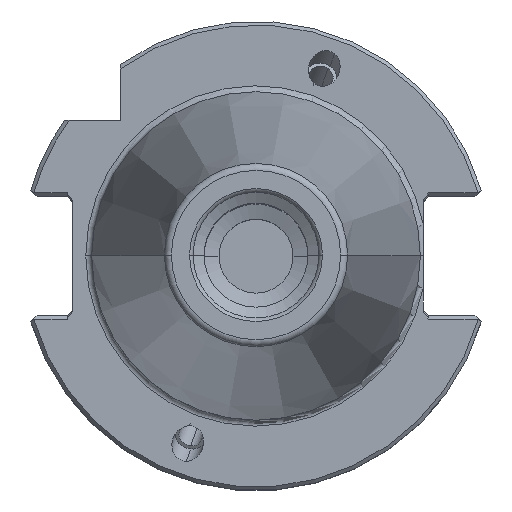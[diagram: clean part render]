
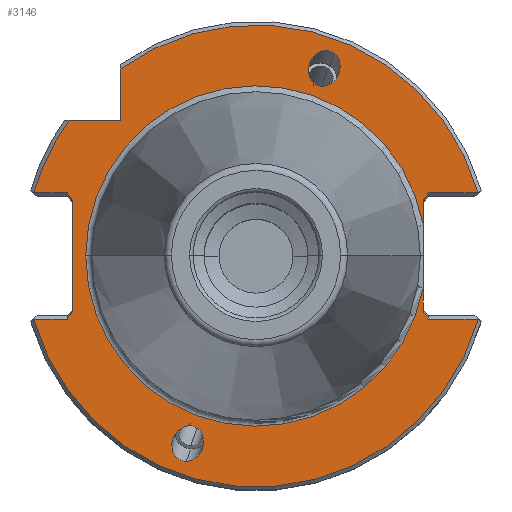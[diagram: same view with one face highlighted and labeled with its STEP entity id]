
A CAD part, top view. The second image highlights one B-rep face of the part: STEP entity #3146.
In plain terms, the highlighted planar face has unit normal (0, 0, 1).
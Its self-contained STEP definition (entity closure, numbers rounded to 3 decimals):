
#1090=EDGE_CURVE('NONE',#2838,#1944,#3202,.F.);
#1120=VERTEX_POINT('NONE',#3235);
#1230=VERTEX_POINT('NONE',#3356);
#1244=EDGE_CURVE('NONE',#1674,#1352,#3371,.F.);
#1258=VERTEX_POINT('NONE',#3386);
#1312=EDGE_CURVE('NONE',#2728,#3122,#3452,.F.);
#1352=VERTEX_POINT('NONE',#3495);
#1380=VERTEX_POINT('NONE',#3527);
#1478=VERTEX_POINT('NONE',#3632);
#1554=EDGE_CURVE('NONE',#2176,#3122,#3718,.F.);
#1622=EDGE_CURVE('NONE',#1478,#1844,#3791,.F.);
#1674=VERTEX_POINT('NONE',#3851);
#1748=VERTEX_POINT('NONE',#3931);
#1778=EDGE_CURVE('NONE',#1380,#2772,#3964,.T.);
#1816=EDGE_CURVE('NONE',#2996,#2838,#4009,.F.);
#1844=VERTEX_POINT('NONE',#4043);
#1930=EDGE_CURVE('NONE',#1748,#1944,#4137,.F.);
#1932=VERTEX_POINT('NONE',#4139);
#1944=VERTEX_POINT('NONE',#4153);
#1966=VERTEX_POINT('NONE',#4179);
#1976=EDGE_CURVE('NONE',#1932,#1478,#4189,.T.);
#2176=VERTEX_POINT('NONE',#4413);
#2272=EDGE_CURVE('NONE',#1258,#2176,#4521,.F.);
#2316=EDGE_CURVE('NONE',#1966,#1932,#4568,.F.);
#2346=EDGE_CURVE('NONE',#1748,#1230,#4602,.T.);
#2430=VERTEX_POINT('NONE',#4694);
#2516=EDGE_CURVE('NONE',#1120,#2430,#4790,.F.);
#2554=EDGE_CURVE('NONE',#1844,#1380,#4830,.T.);
#2574=EDGE_CURVE('NONE',#2662,#2990,#4850,.T.);
#2620=VERTEX_POINT('NONE',#4902);
#2662=VERTEX_POINT('NONE',#4947);
#2728=VERTEX_POINT('NONE',#5023);
#2754=EDGE_CURVE('NONE',#2772,#2990,#5052,.T.);
#2762=EDGE_CURVE('NONE',#2430,#1120,#5060,.T.);
#2772=VERTEX_POINT('NONE',#5070);
#2832=EDGE_CURVE('NONE',#2728,#1230,#5134,.F.);
#2838=VERTEX_POINT('NONE',#5140);
#2858=EDGE_CURVE('NONE',#1352,#1674,#5162,.T.);
#2890=EDGE_CURVE('NONE',#1258,#1966,#5196,.F.);
#2958=EDGE_CURVE('NONE',#2996,#2620,#5277,.F.);
#2990=VERTEX_POINT('NONE',#5311);
#2996=VERTEX_POINT('NONE',#5317);
#3122=VERTEX_POINT('NONE',#5456);
#3146=ADVANCED_FACE('NONE',(#5484,#5485,#5486),#5487,.T.);
#3152=EDGE_CURVE('NONE',#2662,#2620,#5493,.T.);
#3202=CIRCLE('',#5537,23.025);
#3235=CARTESIAN_POINT('',(10.622,27.355,-3.2));
#3356=CARTESIAN_POINT('',(23.35,8.55,-3.2));
#3371=ELLIPSE('',#5843,2.45,2.1);
#3386=CARTESIAN_POINT('',(-25.295,18.35,-3.2));
#3452=CIRCLE('',#5952,31.25);
#3495=CARTESIAN_POINT('',(-9.022,-22.96,-3.2));
#3527=CARTESIAN_POINT('',(-25.55,-8.55,-3.2));
#3632=CARTESIAN_POINT('',(-24.8,7.489,-3.2));
#3718=LINE('',#6541,#6542);
#3791=LINE('',#6684,#6685);
#3851=CARTESIAN_POINT('',(-9.447,-27.783,-3.2));
#3931=CARTESIAN_POINT('',(22.6,7.489,-3.2));
#3964=LINE('',#6961,#6962);
#4009=CIRCLE('',#7025,23.025);
#4043=CARTESIAN_POINT('',(-24.8,-7.489,-3.2));
#4137=LINE('',#7378,#7379);
#4139=CARTESIAN_POINT('',(-25.55,8.55,-3.2));
#4153=CARTESIAN_POINT('',(22.6,4.403,-3.2));
#4179=CARTESIAN_POINT('',(-30.058,8.55,-3.2));
#4189=LINE('',#7481,#7482);
#4413=CARTESIAN_POINT('',(-18.35,18.35,-3.2));
#4521=LINE('',#8006,#8007);
#4568=LINE('',#8097,#8098);
#4602=LINE('',#8160,#8161);
#4694=CARTESIAN_POINT('',(7.847,23.388,-3.2));
#4790=ELLIPSE('',#8857,2.45,2.1);
#4830=LINE('',#8934,#8935);
#4850=LINE('',#8976,#8977);
#4902=CARTESIAN_POINT('',(22.6,-7.489,-3.2));
#4947=CARTESIAN_POINT('',(23.35,-8.55,-3.2));
#5023=CARTESIAN_POINT('',(30.058,8.55,-3.2));
#5052=CIRCLE('',#9286,31.25);
#5060=ELLIPSE('',#9299,2.45,2.1);
#5070=CARTESIAN_POINT('',(-30.058,-8.55,-3.2));
#5134=LINE('',#9412,#9413);
#5140=CARTESIAN_POINT('',(-23.025,0.,-3.2));
#5162=ELLIPSE('',#9461,2.45,2.1);
#5196=CIRCLE('',#9509,31.25);
#5277=LINE('',#9604,#9605);
#5311=CARTESIAN_POINT('',(30.058,-8.55,-3.2));
#5317=CARTESIAN_POINT('',(22.6,-4.403,-3.2));
#5456=CARTESIAN_POINT('',(-18.35,25.295,-3.2));
#5484=FACE_OUTER_BOUND('',#9926,.T.);
#5485=FACE_BOUND('',#9927,.T.);
#5486=FACE_BOUND('',#9928,.T.);
#5487=PLANE('',#9929);
#5493=LINE('',#9938,#9939);
#5537=AXIS2_PLACEMENT_3D('',#9977,#9978,#9979);
#5843=AXIS2_PLACEMENT_3D('',#10155,#10156,#10157);
#5952=AXIS2_PLACEMENT_3D('',#10282,#10283,#10284);
#6541=CARTESIAN_POINT('',(-18.35,-16.938,-3.2));
#6542=VECTOR('',#10556,1.0);
#6684=CARTESIAN_POINT('',(-24.8,-26.113,-3.2));
#6685=VECTOR('',#10625,1.0);
#6961=CARTESIAN_POINT('',(-30.6,-8.55,-3.2));
#6962=VECTOR('',#10851,1.0);
#7025=AXIS2_PLACEMENT_3D('',#10914,#10915,#10916);
#7378=CARTESIAN_POINT('',(22.6,-26.113,-3.2));
#7379=VECTOR('',#11051,1.0);
#7481=CARTESIAN_POINT('',(-3.771,-22.251,-3.2));
#7482=VECTOR('',#11113,1.0);
#8006=CARTESIAN_POINT('',(-19.175,18.35,-3.2));
#8007=VECTOR('',#11553,1.0);
#8097=CARTESIAN_POINT('',(-30.6,8.55,-3.2));
#8098=VECTOR('',#11600,1.0);
#8160=CARTESIAN_POINT('',(5.016,-17.379,-3.2));
#8161=VECTOR('',#11631,1.0);
#8857=AXIS2_PLACEMENT_3D('',#11865,#11866,#11867);
#8934=CARTESIAN_POINT('',(-28.39,-12.566,-3.2));
#8935=VECTOR('',#11903,1.0);
#8976=CARTESIAN_POINT('',(62.4,-8.55,-3.2));
#8977=VECTOR('',#11914,1.0);
#9286=AXIS2_PLACEMENT_3D('',#12164,#12165,#12166);
#9299=AXIS2_PLACEMENT_3D('',#12169,#12170,#12171);
#9412=CARTESIAN_POINT('',(62.4,8.55,-3.2));
#9413=VECTOR('',#12237,1.0);
#9461=AXIS2_PLACEMENT_3D('',#12269,#12270,#12271);
#9509=AXIS2_PLACEMENT_3D('',#12297,#12298,#12299);
#9604=CARTESIAN_POINT('',(22.6,-26.113,-3.2));
#9605=VECTOR('',#12407,1.0);
#9926=EDGE_LOOP('',(#12633,#12634,#12635,#12636,#12637,#12638,#12639,#12640,#12641,#12642,#12643,#12644,#12645,#12646,#12647,#12648,#12649,#12650));
#9927=EDGE_LOOP('',(#12651,#12652));
#9928=EDGE_LOOP('',(#12653,#12654));
#9929=AXIS2_PLACEMENT_3D('',#12655,#12656,#12657);
#9938=CARTESIAN_POINT('',(29.635,-17.438,-3.2));
#9939=VECTOR('',#12664,1.);
#9977=CARTESIAN_POINT('',(0.0,0.0,-3.2));
#9978=DIRECTION('',(-0.0,0.0,1.0));
#9979=DIRECTION('',(0.0,1.0,0.0));
#10155=CARTESIAN_POINT('',(-9.235,-25.372,-3.2));
#10156=DIRECTION('',(0.0,0.0,-1.0));
#10157=DIRECTION('',(0.342,0.94,0.0));
#10282=CARTESIAN_POINT('',(0.0,0.0,-3.2));
#10283=DIRECTION('',(0.0,0.0,-1.0));
#10284=DIRECTION('',(1.0,0.,0.0));
#10556=DIRECTION('',(0.,-1.0,-0.0));
#10625=DIRECTION('',(0.,1.0,0.0));
#10851=DIRECTION('',(-1.0,0.,0.0));
#10914=CARTESIAN_POINT('',(0.0,0.0,-3.2));
#10915=DIRECTION('',(-0.0,0.0,1.0));
#10916=DIRECTION('',(0.0,1.0,0.0));
#11051=DIRECTION('',(0.,1.0,0.0));
#11113=DIRECTION('',(0.577,-0.816,-0.0));
#11553=DIRECTION('',(-1.0,0.,0.0));
#11600=DIRECTION('',(-1.0,0.,0.0));
#11631=DIRECTION('',(0.577,0.816,0.0));
#11865=CARTESIAN_POINT('',(9.235,25.372,-3.2));
#11866=DIRECTION('',(-0.0,0.0,-1.0));
#11867=DIRECTION('',(-0.342,-0.94,0.0));
#11903=DIRECTION('',(-0.577,-0.816,0.0));
#11914=DIRECTION('',(1.0,0.,-0.0));
#12164=CARTESIAN_POINT('',(0.0,0.0,-3.2));
#12165=DIRECTION('',(-0.0,0.0,1.0));
#12166=DIRECTION('',(1.0,0.,0.0));
#12169=CARTESIAN_POINT('',(9.235,25.372,-3.2));
#12170=DIRECTION('',(0.0,0.0,1.0));
#12171=DIRECTION('',(-0.342,-0.94,0.0));
#12237=DIRECTION('',(1.0,0.,-0.0));
#12269=CARTESIAN_POINT('',(-9.235,-25.372,-3.2));
#12270=DIRECTION('',(-0.0,0.0,1.0));
#12271=DIRECTION('',(0.342,0.94,0.0));
#12297=CARTESIAN_POINT('',(0.0,0.0,-3.2));
#12298=DIRECTION('',(0.0,0.0,-1.0));
#12299=DIRECTION('',(1.0,0.,0.0));
#12407=DIRECTION('',(0.,1.0,0.0));
#12633=ORIENTED_EDGE('',*,*,#1778,.T.);
#12634=ORIENTED_EDGE('',*,*,#2754,.T.);
#12635=ORIENTED_EDGE('',*,*,#2574,.F.);
#12636=ORIENTED_EDGE('',*,*,#3152,.T.);
#12637=ORIENTED_EDGE('',*,*,#2958,.F.);
#12638=ORIENTED_EDGE('',*,*,#1816,.T.);
#12639=ORIENTED_EDGE('',*,*,#1090,.T.);
#12640=ORIENTED_EDGE('',*,*,#1930,.F.);
#12641=ORIENTED_EDGE('',*,*,#2346,.T.);
#12642=ORIENTED_EDGE('',*,*,#2832,.F.);
#12643=ORIENTED_EDGE('',*,*,#1312,.T.);
#12644=ORIENTED_EDGE('',*,*,#1554,.F.);
#12645=ORIENTED_EDGE('',*,*,#2272,.F.);
#12646=ORIENTED_EDGE('',*,*,#2890,.T.);
#12647=ORIENTED_EDGE('',*,*,#2316,.T.);
#12648=ORIENTED_EDGE('',*,*,#1976,.T.);
#12649=ORIENTED_EDGE('',*,*,#1622,.T.);
#12650=ORIENTED_EDGE('',*,*,#2554,.T.);
#12651=ORIENTED_EDGE('',*,*,#2762,.F.);
#12652=ORIENTED_EDGE('',*,*,#2516,.F.);
#12653=ORIENTED_EDGE('',*,*,#2858,.F.);
#12654=ORIENTED_EDGE('',*,*,#1244,.F.);
#12655=CARTESIAN_POINT('',(0.,-52.225,-3.2));
#12656=DIRECTION('',(0.0,0.0,1.0));
#12657=DIRECTION('',(-1.0,0.,0.0));
#12664=DIRECTION('',(-0.577,0.816,0.0));
